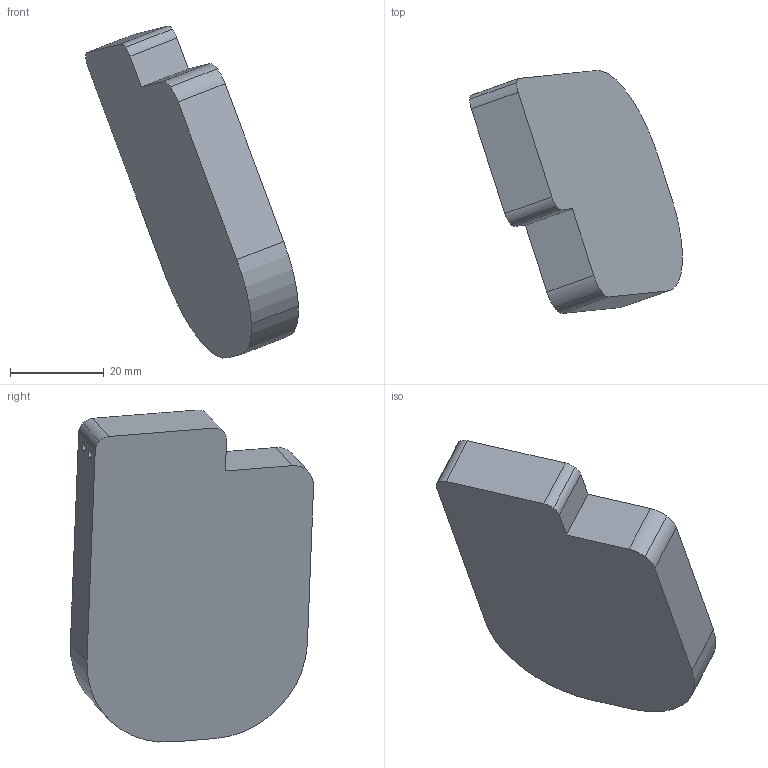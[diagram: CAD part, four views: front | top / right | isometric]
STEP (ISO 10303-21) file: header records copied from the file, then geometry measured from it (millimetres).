
FILE_DESCRIPTION(('STEP AP214'),'1');
FILE_NAME('Adult_DBS_03_IPG.step','2024-02-05T22:00:18',(' '),('ANSOFT Corporation'),'Spatial InterOp 3D',' ',' ');
FILE_SCHEMA(('AUTOMOTIVE_DESIGN { 1 0 10303 214 1 1 1 1 }'));
Length unit declared in the file: millimetre
Products named in the file (1): IPG
Bounding box: 45.37 x 51.84 x 70.78 mm (x, y, z)
Volume: 35347.4 mm3; surface area: 8743.5 mm2
Topology: 1 solids, 1 shells, 24 faces, 62 edges, 42 vertices
Faces by surface type: cylinder 14, plane 10
Entity records: 776 total; most frequent: DIRECTION 142, CARTESIAN_POINT 129, ORIENTED_EDGE 124, EDGE_CURVE 62, AXIS2_PLACEMENT_3D 55, VERTEX_POINT 42, LINE 32, VECTOR 32
